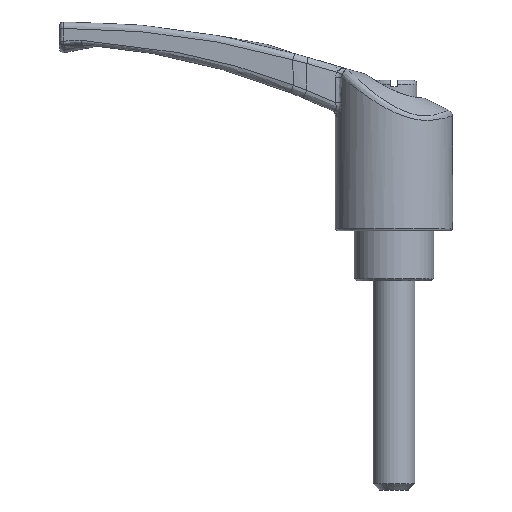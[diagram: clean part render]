
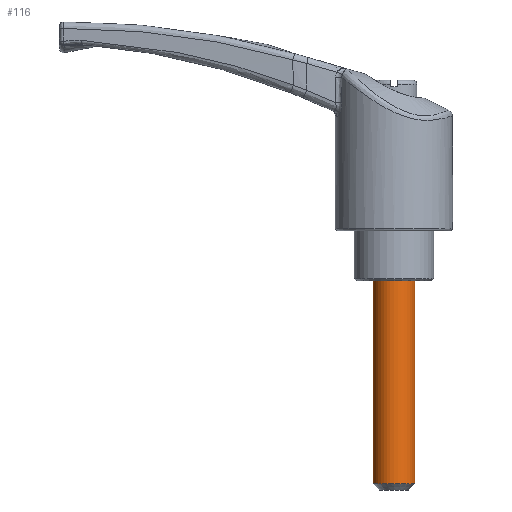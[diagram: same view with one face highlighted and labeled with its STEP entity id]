
A CAD part, left-side view. The second image highlights one B-rep face of the part: STEP entity #116.
In plain terms, the highlighted cylindrical face has radius 5 mm (diameter 10 mm), a full revolution.
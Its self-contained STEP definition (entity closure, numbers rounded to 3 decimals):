
#116 = ADVANCED_FACE( '', ( #284, #285 ), #286, .T. );
#284 = FACE_OUTER_BOUND( '', #1201, .T. );
#285 = FACE_OUTER_BOUND( '', #1202, .T. );
#286 = CYLINDRICAL_SURFACE( '', #1203, 5. );
#1201 = EDGE_LOOP( '', ( #6472 ) );
#1202 = EDGE_LOOP( '', ( #6473 ) );
#1203 = AXIS2_PLACEMENT_3D( '', #6474, #6475, #6476 );
#6472 = ORIENTED_EDGE( '', *, *, #6815, .T. );
#6473 = ORIENTED_EDGE( '', *, *, #6853, .T. );
#6474 = CARTESIAN_POINT( '', ( 0., 0., -62. ) );
#6475 = DIRECTION( '', ( 0., 0., -1. ) );
#6476 = DIRECTION( '', ( 1., 0., 0. ) );
#6815 = EDGE_CURVE( '', #7021, #7021, #7022, .F. );
#6853 = EDGE_CURVE( '', #7085, #7085, #7086, .T. );
#7021 = VERTEX_POINT( '', #7320 );
#7022 = CIRCLE( '', #7321, 5. );
#7085 = VERTEX_POINT( '', #7637 );
#7086 = CIRCLE( '', #7638, 5. );
#7320 = CARTESIAN_POINT( '', ( -5., 0., -60.5 ) );
#7321 = AXIS2_PLACEMENT_3D( '', #10175, #10176, #10177 );
#7637 = CARTESIAN_POINT( '', ( 5., 0., -12. ) );
#7638 = AXIS2_PLACEMENT_3D( '', #10206, #10207, #10208 );
#10175 = CARTESIAN_POINT( '', ( 0., 0., -60.5 ) );
#10176 = DIRECTION( '', ( 0., 0., -1. ) );
#10177 = DIRECTION( '', ( -1., 0., 0. ) );
#10206 = CARTESIAN_POINT( '', ( 0., 0., -12. ) );
#10207 = DIRECTION( '', ( 0., 0., -1. ) );
#10208 = DIRECTION( '', ( 1., 0., 0. ) );
